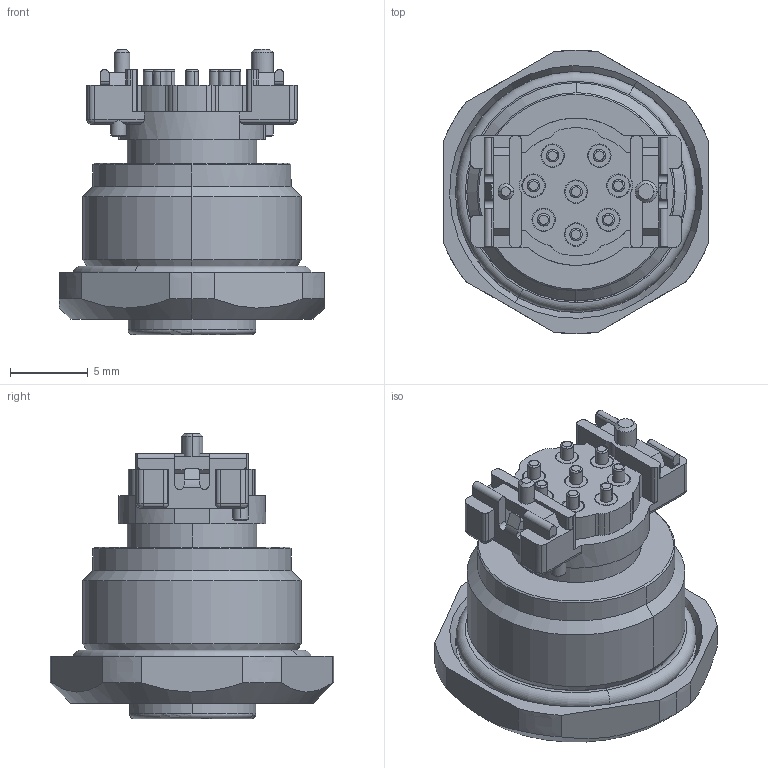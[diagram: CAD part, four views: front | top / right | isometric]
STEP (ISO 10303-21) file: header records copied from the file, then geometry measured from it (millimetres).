
FILE_DESCRIPTION(('CATIA V5R24 STEP','CAx-IF Rec.Pracs.--- Model Styling and Organization---1.2---2011-12-15'),'2;1');
FILE_NAME ('D1461856_0_2423080000_2423080000.stp','2017-08-29T12:13:18+00:00',('none'),('Weidmueller'),'CATIA Version 5-6 Release 2014 SP4 HF52','CATIA V5 STEP AP214','none');
FILE_SCHEMA(('AUTOMOTIVE_DESIGN { 1 0 10303 214 1 1 1 1 }'));
Length unit declared in the file: millimetre
Products named in the file (1): 2423080000
Bounding box: 17 x 18.2 x 18.3 mm (x, y, z)
Volume: 1802.8 mm3; surface area: 2835.6 mm2
Topology: 5 solids, 21 shells, 997 faces, 2699 edges, 1724 vertices
Faces by surface type: plane 361, cylinder 360, bspline 150, torus 62, cone 52, extrusion 8, sphere 4
Entity records: 33403 total; most frequent: CARTESIAN_POINT 11494, ORIENTED_EDGE 5228, DIRECTION 3224, EDGE_CURVE 2614, VERTEX_POINT 1716, AXIS2_PLACEMENT_3D 1448, EDGE_LOOP 1102, VECTOR 1085
